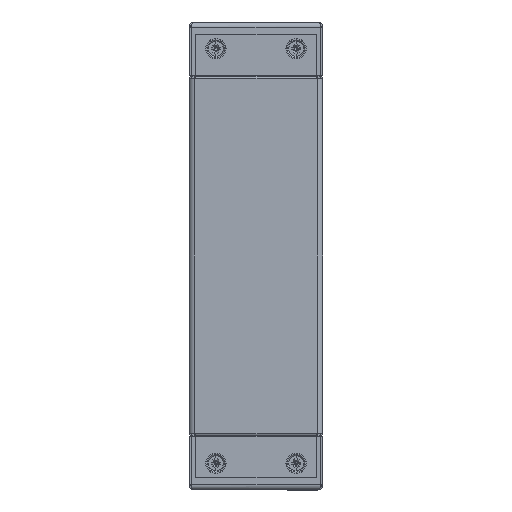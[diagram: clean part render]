
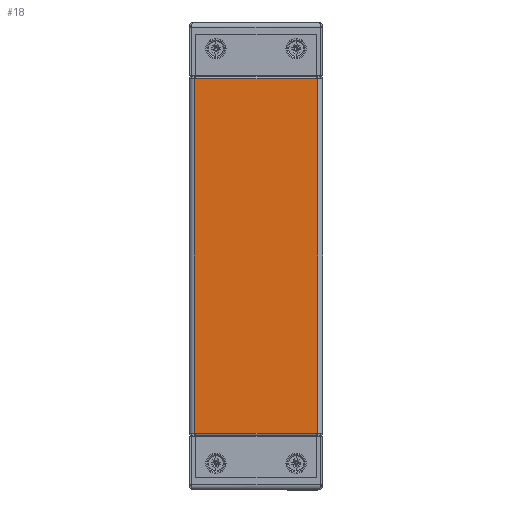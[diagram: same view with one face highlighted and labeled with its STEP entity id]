
A CAD part, left-side view. The second image highlights one B-rep face of the part: STEP entity #18.
In plain terms, the highlighted face is planar.
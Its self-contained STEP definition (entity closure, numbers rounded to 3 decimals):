
#18 = ADVANCED_FACE ( 'NONE', ( #3824 ), #7567, .F. ) ;
#146 = EDGE_CURVE ( 'NONE', #8720, #8305, #5050, .T. ) ;
#567 = CARTESIAN_POINT ( 'NONE',  ( -132.5, -46., 0. ) ) ;
#678 = EDGE_LOOP ( 'NONE', ( #7140, #1895, #908, #6042, #7115, #5366, #1504, #5947 ) ) ;
#908 = ORIENTED_EDGE ( 'NONE', *, *, #7014, .T. ) ;
#929 = CARTESIAN_POINT ( 'NONE',  ( 132.5, 45.241, 0. ) ) ;
#943 = LINE ( 'NONE', #4973, #7073 ) ;
#1084 = DIRECTION ( 'NONE',  ( 0., 0., -1. ) ) ;
#1112 = DIRECTION ( 'NONE',  ( -1., 0., 0. ) ) ;
#1344 = CARTESIAN_POINT ( 'NONE',  ( -132.5, -50., 0. ) ) ;
#1445 = CARTESIAN_POINT ( 'NONE',  ( 132.5, 46., 0. ) ) ;
#1471 = CARTESIAN_POINT ( 'NONE',  ( -132.5, -45.241, 0. ) ) ;
#1504 = ORIENTED_EDGE ( 'NONE', *, *, #3434, .T. ) ;
#1545 = VECTOR ( 'NONE', #9027, 1000. ) ;
#1562 = EDGE_CURVE ( 'NONE', #3093, #2670, #8111, .T. ) ;
#1895 = ORIENTED_EDGE ( 'NONE', *, *, #5124, .F. ) ;
#2156 = DIRECTION ( 'NONE',  ( 0., 1., 0. ) ) ;
#2199 = LINE ( 'NONE', #1344, #5590 ) ;
#2670 = VERTEX_POINT ( 'NONE', #5504 ) ;
#2909 = CARTESIAN_POINT ( 'NONE',  ( -132.5, 50., 0. ) ) ;
#3030 = DIRECTION ( 'NONE',  ( 0., 1., 0. ) ) ;
#3093 = VERTEX_POINT ( 'NONE', #929 ) ;
#3434 = EDGE_CURVE ( 'NONE', #7010, #5423, #8830, .T. ) ;
#3723 = AXIS2_PLACEMENT_3D ( 'NONE', #6188, #1084, #1112 ) ;
#3824 = FACE_OUTER_BOUND ( 'NONE', #678, .T. ) ;
#4187 = EDGE_CURVE ( 'NONE', #2670, #5423, #9086, .T. ) ;
#4558 = EDGE_CURVE ( 'NONE', #8720, #6860, #8430, .T. ) ;
#4560 = CARTESIAN_POINT ( 'NONE',  ( 132.5, 50., 0. ) ) ;
#4803 = CARTESIAN_POINT ( 'NONE',  ( -132.5, 46., 0. ) ) ;
#4861 = DIRECTION ( 'NONE',  ( 0., -1., 0. ) ) ;
#4925 = VECTOR ( 'NONE', #3030, 1000. ) ;
#4973 = CARTESIAN_POINT ( 'NONE',  ( 166., 46., 0. ) ) ;
#5050 = LINE ( 'NONE', #8696, #7079 ) ;
#5124 = EDGE_CURVE ( 'NONE', #6521, #3093, #9084, .T. ) ;
#5366 = ORIENTED_EDGE ( 'NONE', *, *, #5368, .F. ) ;
#5368 = EDGE_CURVE ( 'NONE', #7010, #8305, #2199, .T. ) ;
#5423 = VERTEX_POINT ( 'NONE', #5875 ) ;
#5504 = CARTESIAN_POINT ( 'NONE',  ( 132.5, -45.241, 0. ) ) ;
#5590 = VECTOR ( 'NONE', #2156, 1000. ) ;
#5875 = CARTESIAN_POINT ( 'NONE',  ( 132.5, -46., 0. ) ) ;
#5947 = ORIENTED_EDGE ( 'NONE', *, *, #4187, .F. ) ;
#6015 = VECTOR ( 'NONE', #6030, 1000. ) ;
#6030 = DIRECTION ( 'NONE',  ( 0., -1., 0. ) ) ;
#6042 = ORIENTED_EDGE ( 'NONE', *, *, #4558, .F. ) ;
#6149 = CARTESIAN_POINT ( 'NONE',  ( 132.5, 50., 0. ) ) ;
#6188 = CARTESIAN_POINT ( 'NONE',  ( 166., 50., 0. ) ) ;
#6513 = CARTESIAN_POINT ( 'NONE',  ( 132.5, -50., 0. ) ) ;
#6521 = VERTEX_POINT ( 'NONE', #1445 ) ;
#6586 = VECTOR ( 'NONE', #8675, 1000. ) ;
#6860 = VERTEX_POINT ( 'NONE', #4803 ) ;
#7010 = VERTEX_POINT ( 'NONE', #567 ) ;
#7014 = EDGE_CURVE ( 'NONE', #6521, #6860, #943, .T. ) ;
#7073 = VECTOR ( 'NONE', #8638, 1000. ) ;
#7079 = VECTOR ( 'NONE', #4861, 1000. ) ;
#7115 = ORIENTED_EDGE ( 'NONE', *, *, #146, .T. ) ;
#7140 = ORIENTED_EDGE ( 'NONE', *, *, #1562, .F. ) ;
#7291 = DIRECTION ( 'NONE',  ( 1., 0., 0. ) ) ;
#7336 = CARTESIAN_POINT ( 'NONE',  ( -132.5, 45.241, 0. ) ) ;
#7567 = PLANE ( 'NONE',  #3723 ) ;
#8059 = VECTOR ( 'NONE', #7291, 1000. ) ;
#8111 = LINE ( 'NONE', #6149, #1545 ) ;
#8305 = VERTEX_POINT ( 'NONE', #1471 ) ;
#8430 = LINE ( 'NONE', #2909, #4925 ) ;
#8589 = CARTESIAN_POINT ( 'NONE',  ( -166., -46., 0. ) ) ;
#8638 = DIRECTION ( 'NONE',  ( -1., 0., 0. ) ) ;
#8675 = DIRECTION ( 'NONE',  ( 0., -1., 0. ) ) ;
#8696 = CARTESIAN_POINT ( 'NONE',  ( -132.5, 50., 0. ) ) ;
#8720 = VERTEX_POINT ( 'NONE', #7336 ) ;
#8830 = LINE ( 'NONE', #8589, #8059 ) ;
#9027 = DIRECTION ( 'NONE',  ( 0., -1., 0. ) ) ;
#9084 = LINE ( 'NONE', #4560, #6015 ) ;
#9086 = LINE ( 'NONE', #6513, #6586 ) ;
